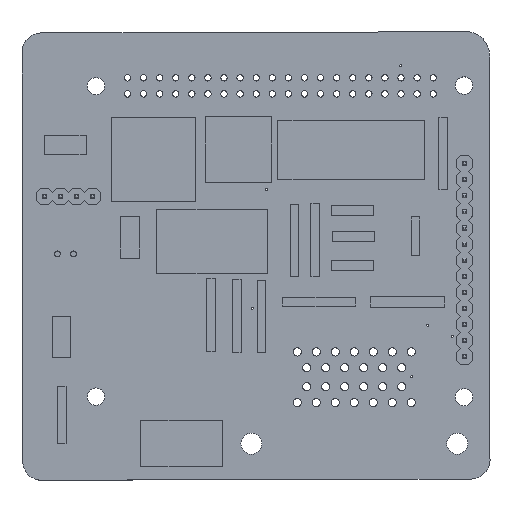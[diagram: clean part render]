
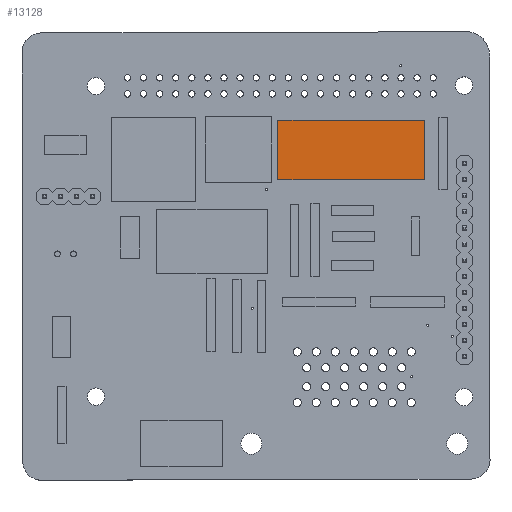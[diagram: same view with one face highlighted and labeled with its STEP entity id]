
A CAD part, top view. The second image highlights one B-rep face of the part: STEP entity #13128.
In plain terms, the highlighted planar face has unit normal (0, 0, 1).
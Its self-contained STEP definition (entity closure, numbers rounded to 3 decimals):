
#804=PLANE('',#14419);
#1506=FACE_OUTER_BOUND('',#2592,.T.);
#2592=EDGE_LOOP('',(#10416,#10417,#10418,#10419));
#3346=LINE('',#19857,#4726);
#3347=LINE('',#19859,#4727);
#3348=LINE('',#19861,#4728);
#3349=LINE('',#19862,#4729);
#4726=VECTOR('',#16390,10.);
#4727=VECTOR('',#16391,10.);
#4728=VECTOR('',#16392,10.);
#4729=VECTOR('',#16393,10.);
#6684=VERTEX_POINT('',#19855);
#6685=VERTEX_POINT('',#19856);
#6686=VERTEX_POINT('',#19858);
#6687=VERTEX_POINT('',#19860);
#8026=EDGE_CURVE('',#6684,#6685,#3346,.T.);
#8027=EDGE_CURVE('',#6685,#6686,#3347,.T.);
#8028=EDGE_CURVE('',#6686,#6687,#3348,.T.);
#8029=EDGE_CURVE('',#6687,#6684,#3349,.T.);
#10416=ORIENTED_EDGE('',*,*,#8026,.T.);
#10417=ORIENTED_EDGE('',*,*,#8027,.T.);
#10418=ORIENTED_EDGE('',*,*,#8028,.T.);
#10419=ORIENTED_EDGE('',*,*,#8029,.T.);
#13128=ADVANCED_FACE('',(#1506),#804,.T.);
#14419=AXIS2_PLACEMENT_3D('',#19854,#16388,#16389);
#16388=DIRECTION('center_axis',(0.,0.,1.));
#16389=DIRECTION('ref_axis',(1.,0.,0.));
#16390=DIRECTION('',(0.,1.,0.));
#16391=DIRECTION('',(-1.,0.,0.));
#16392=DIRECTION('',(0.,-1.,0.));
#16393=DIRECTION('',(1.,0.,0.));
#19854=CARTESIAN_POINT('Origin',(-3.81,10.16,0.1));
#19855=CARTESIAN_POINT('',(0.851,-1.422,0.1));
#19856=CARTESIAN_POINT('',(0.851,21.742,0.1));
#19857=CARTESIAN_POINT('',(0.851,10.16,0.1));
#19858=CARTESIAN_POINT('',(-8.471,21.742,0.1));
#19859=CARTESIAN_POINT('',(-3.81,21.742,0.1));
#19860=CARTESIAN_POINT('',(-8.471,-1.422,0.1));
#19861=CARTESIAN_POINT('',(-8.471,10.16,0.1));
#19862=CARTESIAN_POINT('',(-3.81,-1.422,0.1));
